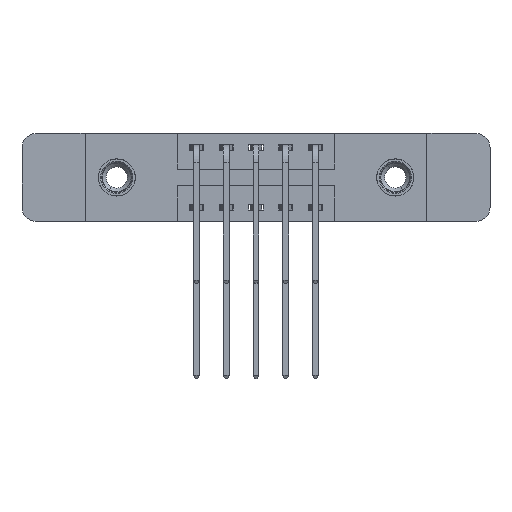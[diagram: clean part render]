
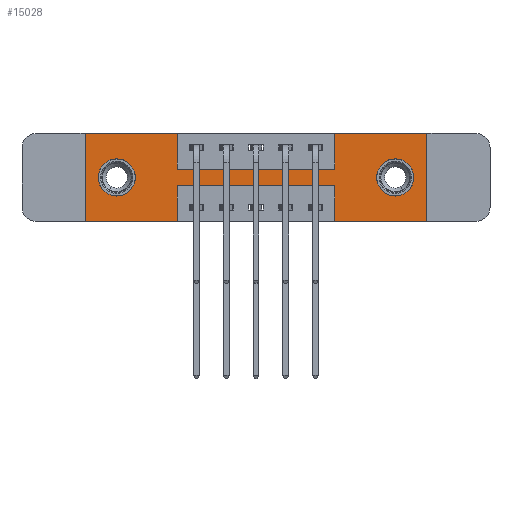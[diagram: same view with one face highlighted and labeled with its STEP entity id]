
A CAD part, front view. The second image highlights one B-rep face of the part: STEP entity #15028.
In plain terms, the highlighted planar face has unit normal (0, -1, 0).
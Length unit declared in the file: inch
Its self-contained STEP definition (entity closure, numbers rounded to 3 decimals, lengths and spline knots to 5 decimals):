
#483 = VERTEX_POINT ( 'NONE', #14838 ) ;
#581 = EDGE_CURVE ( 'NONE', #3148, #6529, #10098, .T. ) ;
#679 = CARTESIAN_POINT ( 'NONE',  ( 1.435, 0., 0. ) ) ;
#799 = DIRECTION ( 'NONE',  ( 0., 1., 0. ) ) ;
#998 = DIRECTION ( 'NONE',  ( 0., 1., 0. ) ) ;
#1071 = CARTESIAN_POINT ( 'NONE',  ( 0.3875, 0., 0. ) ) ;
#1079 = CARTESIAN_POINT ( 'NONE',  ( 0.3875, 0., -0.15 ) ) ;
#1375 = LINE ( 'NONE', #12548, #6934 ) ;
#1573 = LINE ( 'NONE', #3222, #6767 ) ;
#1597 = EDGE_CURVE ( 'NONE', #4097, #6959, #3471, .T. ) ;
#1717 = VERTEX_POINT ( 'NONE', #2336 ) ;
#1808 = DIRECTION ( 'NONE',  ( 1., 0., 0. ) ) ;
#1992 = DIRECTION ( 'NONE',  ( 0., 1., 0. ) ) ;
#2003 = CARTESIAN_POINT ( 'NONE',  ( 0., 0., -0.37 ) ) ;
#2149 = VECTOR ( 'NONE', #1808, 39.37008 ) ;
#2336 = CARTESIAN_POINT ( 'NONE',  ( 1.3025, 0., -0.107 ) ) ;
#2425 = VECTOR ( 'NONE', #14938, 39.37008 ) ;
#2482 = AXIS2_PLACEMENT_3D ( 'NONE', #7907, #1992, #7799 ) ;
#2546 = DIRECTION ( 'NONE',  ( 0., 0., 1. ) ) ;
#2605 = CARTESIAN_POINT ( 'NONE',  ( 0., 0., 0. ) ) ;
#2676 = EDGE_CURVE ( 'NONE', #6959, #14246, #11180, .T. ) ;
#2774 = EDGE_CURVE ( 'NONE', #483, #4097, #15089, .T. ) ;
#2874 = CARTESIAN_POINT ( 'NONE',  ( 0.1325, 0., -0.107 ) ) ;
#2965 = DIRECTION ( 'NONE',  ( 0., 0., 1. ) ) ;
#3148 = VERTEX_POINT ( 'NONE', #4189 ) ;
#3222 = CARTESIAN_POINT ( 'NONE',  ( 1.0475, 0., 0. ) ) ;
#3471 = LINE ( 'NONE', #4211, #2149 ) ;
#3551 = DIRECTION ( 'NONE',  ( 0., 0., -1. ) ) ;
#3589 = EDGE_CURVE ( 'NONE', #9362, #7237, #10662, .T. ) ;
#3599 = ORIENTED_EDGE ( 'NONE', *, *, #2774, .F. ) ;
#3718 = LINE ( 'NONE', #13160, #6455 ) ;
#3832 = AXIS2_PLACEMENT_3D ( 'NONE', #4024, #12114, #6316 ) ;
#3974 = CARTESIAN_POINT ( 'NONE',  ( 0.3875, 0., -0.37 ) ) ;
#4024 = CARTESIAN_POINT ( 'NONE',  ( 1.3025, 0., -0.185 ) ) ;
#4097 = VERTEX_POINT ( 'NONE', #5310 ) ;
#4180 = CIRCLE ( 'NONE', #7873, 0.078 ) ;
#4189 = CARTESIAN_POINT ( 'NONE',  ( 1.435, 0., -0.37 ) ) ;
#4211 = CARTESIAN_POINT ( 'NONE',  ( 0., 0., 0. ) ) ;
#4596 = CARTESIAN_POINT ( 'NONE',  ( 0., 0., -0.37 ) ) ;
#4650 = EDGE_CURVE ( 'NONE', #13273, #6843, #14235, .T. ) ;
#4830 = ORIENTED_EDGE ( 'NONE', *, *, #15004, .T. ) ;
#4853 = LINE ( 'NONE', #3974, #15090 ) ;
#5016 = DIRECTION ( 'NONE',  ( 1., 0., 0. ) ) ;
#5310 = CARTESIAN_POINT ( 'NONE',  ( 0., 0., 0. ) ) ;
#5557 = ORIENTED_EDGE ( 'NONE', *, *, #4650, .T. ) ;
#6042 = EDGE_CURVE ( 'NONE', #6529, #8149, #13518, .T. ) ;
#6100 = VERTEX_POINT ( 'NONE', #13926 ) ;
#6186 = VECTOR ( 'NONE', #2546, 39.37008 ) ;
#6239 = EDGE_CURVE ( 'NONE', #6843, #13273, #4180, .T. ) ;
#6316 = DIRECTION ( 'NONE',  ( 0., 0., -1. ) ) ;
#6420 = ORIENTED_EDGE ( 'NONE', *, *, #6239, .T. ) ;
#6455 = VECTOR ( 'NONE', #14373, 39.37008 ) ;
#6483 = LINE ( 'NONE', #679, #2425 ) ;
#6529 = VERTEX_POINT ( 'NONE', #12226 ) ;
#6530 = FACE_BOUND ( 'NONE', #10219, .T. ) ;
#6606 = VECTOR ( 'NONE', #3551, 39.37008 ) ;
#6616 = ORIENTED_EDGE ( 'NONE', *, *, #6042, .F. ) ;
#6767 = VECTOR ( 'NONE', #10201, 39.37008 ) ;
#6810 = CARTESIAN_POINT ( 'NONE',  ( 1.3025, 0., -0.185 ) ) ;
#6843 = VERTEX_POINT ( 'NONE', #2874 ) ;
#6899 = EDGE_LOOP ( 'NONE', ( #12495, #9210, #6616, #13169, #14478, #9700, #12288, #14994, #14596, #14944, #3599, #14743 ) ) ;
#6934 = VECTOR ( 'NONE', #15007, 39.37008 ) ;
#6959 = VERTEX_POINT ( 'NONE', #11248 ) ;
#6961 = VECTOR ( 'NONE', #12786, 39.37008 ) ;
#7237 = VERTEX_POINT ( 'NONE', #14590 ) ;
#7381 = EDGE_CURVE ( 'NONE', #14246, #6100, #3718, .T. ) ;
#7455 = LINE ( 'NONE', #14475, #13675 ) ;
#7616 = EDGE_CURVE ( 'NONE', #7237, #3148, #6483, .T. ) ;
#7674 = VERTEX_POINT ( 'NONE', #10647 ) ;
#7752 = DIRECTION ( 'NONE',  ( 0., 0., -1. ) ) ;
#7799 = DIRECTION ( 'NONE',  ( 0., 0., 1. ) ) ;
#7873 = AXIS2_PLACEMENT_3D ( 'NONE', #11812, #998, #9239 ) ;
#7907 = CARTESIAN_POINT ( 'NONE',  ( 0.1325, 0., -0.185 ) ) ;
#7963 = EDGE_CURVE ( 'NONE', #1717, #10061, #14402, .T. ) ;
#8149 = VERTEX_POINT ( 'NONE', #12112 ) ;
#8737 = DIRECTION ( 'NONE',  ( 0., 0., -1. ) ) ;
#9191 = AXIS2_PLACEMENT_3D ( 'NONE', #2003, #13737, #12640 ) ;
#9210 = ORIENTED_EDGE ( 'NONE', *, *, #14417, .F. ) ;
#9239 = DIRECTION ( 'NONE',  ( 0., 0., 1. ) ) ;
#9283 = VERTEX_POINT ( 'NONE', #10540 ) ;
#9322 = CARTESIAN_POINT ( 'NONE',  ( 0., 0., 0. ) ) ;
#9362 = VERTEX_POINT ( 'NONE', #11661 ) ;
#9583 = CARTESIAN_POINT ( 'NONE',  ( 1.0475, 0., -0.37 ) ) ;
#9700 = ORIENTED_EDGE ( 'NONE', *, *, #3589, .F. ) ;
#10027 = FACE_BOUND ( 'NONE', #13449, .T. ) ;
#10061 = VERTEX_POINT ( 'NONE', #12594 ) ;
#10098 = LINE ( 'NONE', #4596, #6961 ) ;
#10201 = DIRECTION ( 'NONE',  ( 0., 0., 1. ) ) ;
#10203 = ORIENTED_EDGE ( 'NONE', *, *, #7963, .T. ) ;
#10219 = EDGE_LOOP ( 'NONE', ( #6420, #5557 ) ) ;
#10387 = CIRCLE ( 'NONE', #10973, 0.078 ) ;
#10540 = CARTESIAN_POINT ( 'NONE',  ( 0.3875, 0., -0.37 ) ) ;
#10647 = CARTESIAN_POINT ( 'NONE',  ( 0.3875, 0., -0.22 ) ) ;
#10662 = LINE ( 'NONE', #9322, #13055 ) ;
#10973 = AXIS2_PLACEMENT_3D ( 'NONE', #6810, #799, #7752 ) ;
#11032 = EDGE_CURVE ( 'NONE', #9283, #483, #1375, .T. ) ;
#11100 = FACE_OUTER_BOUND ( 'NONE', #6899, .T. ) ;
#11180 = LINE ( 'NONE', #1071, #6606 ) ;
#11248 = CARTESIAN_POINT ( 'NONE',  ( 0.3875, 0., 0. ) ) ;
#11407 = EDGE_CURVE ( 'NONE', #6100, #9362, #1573, .T. ) ;
#11459 = PLANE ( 'NONE',  #9191 ) ;
#11661 = CARTESIAN_POINT ( 'NONE',  ( 1.0475, 0., 0. ) ) ;
#11812 = CARTESIAN_POINT ( 'NONE',  ( 0.1325, 0., -0.185 ) ) ;
#11939 = EDGE_CURVE ( 'NONE', #7674, #9283, #4853, .T. ) ;
#12112 = CARTESIAN_POINT ( 'NONE',  ( 1.0475, 0., -0.22 ) ) ;
#12114 = DIRECTION ( 'NONE',  ( 0., 1., 0. ) ) ;
#12226 = CARTESIAN_POINT ( 'NONE',  ( 1.0475, 0., -0.37 ) ) ;
#12249 = CARTESIAN_POINT ( 'NONE',  ( 0.1325, 0., -0.263 ) ) ;
#12288 = ORIENTED_EDGE ( 'NONE', *, *, #11407, .F. ) ;
#12495 = ORIENTED_EDGE ( 'NONE', *, *, #11939, .F. ) ;
#12548 = CARTESIAN_POINT ( 'NONE',  ( 0., 0., -0.37 ) ) ;
#12574 = VECTOR ( 'NONE', #2965, 39.37008 ) ;
#12594 = CARTESIAN_POINT ( 'NONE',  ( 1.3025, 0., -0.263 ) ) ;
#12640 = DIRECTION ( 'NONE',  ( 0., 0., -1. ) ) ;
#12786 = DIRECTION ( 'NONE',  ( -1., 0., 0. ) ) ;
#13055 = VECTOR ( 'NONE', #5016, 39.37008 ) ;
#13160 = CARTESIAN_POINT ( 'NONE',  ( 0.3875, 0., -0.15 ) ) ;
#13169 = ORIENTED_EDGE ( 'NONE', *, *, #581, .F. ) ;
#13273 = VERTEX_POINT ( 'NONE', #12249 ) ;
#13315 = DIRECTION ( 'NONE',  ( -1., 0., 0. ) ) ;
#13449 = EDGE_LOOP ( 'NONE', ( #10203, #4830 ) ) ;
#13518 = LINE ( 'NONE', #9583, #6186 ) ;
#13675 = VECTOR ( 'NONE', #13315, 39.37008 ) ;
#13737 = DIRECTION ( 'NONE',  ( 0., -1., 0. ) ) ;
#13926 = CARTESIAN_POINT ( 'NONE',  ( 1.0475, 0., -0.15 ) ) ;
#14235 = CIRCLE ( 'NONE', #2482, 0.078 ) ;
#14246 = VERTEX_POINT ( 'NONE', #1079 ) ;
#14373 = DIRECTION ( 'NONE',  ( 1., 0., 0. ) ) ;
#14402 = CIRCLE ( 'NONE', #3832, 0.078 ) ;
#14417 = EDGE_CURVE ( 'NONE', #8149, #7674, #7455, .T. ) ;
#14475 = CARTESIAN_POINT ( 'NONE',  ( 0.3875, 0., -0.22 ) ) ;
#14478 = ORIENTED_EDGE ( 'NONE', *, *, #7616, .F. ) ;
#14590 = CARTESIAN_POINT ( 'NONE',  ( 1.435, 0., 0. ) ) ;
#14596 = ORIENTED_EDGE ( 'NONE', *, *, #2676, .F. ) ;
#14743 = ORIENTED_EDGE ( 'NONE', *, *, #11032, .F. ) ;
#14838 = CARTESIAN_POINT ( 'NONE',  ( 0., 0., -0.37 ) ) ;
#14938 = DIRECTION ( 'NONE',  ( 0., 0., -1. ) ) ;
#14944 = ORIENTED_EDGE ( 'NONE', *, *, #1597, .F. ) ;
#14994 = ORIENTED_EDGE ( 'NONE', *, *, #7381, .F. ) ;
#15004 = EDGE_CURVE ( 'NONE', #10061, #1717, #10387, .T. ) ;
#15007 = DIRECTION ( 'NONE',  ( -1., 0., 0. ) ) ;
#15028 = ADVANCED_FACE ( 'NONE', ( #10027, #6530, #11100 ), #11459, .T. ) ;
#15089 = LINE ( 'NONE', #2605, #12574 ) ;
#15090 = VECTOR ( 'NONE', #8737, 39.37008 ) ;
